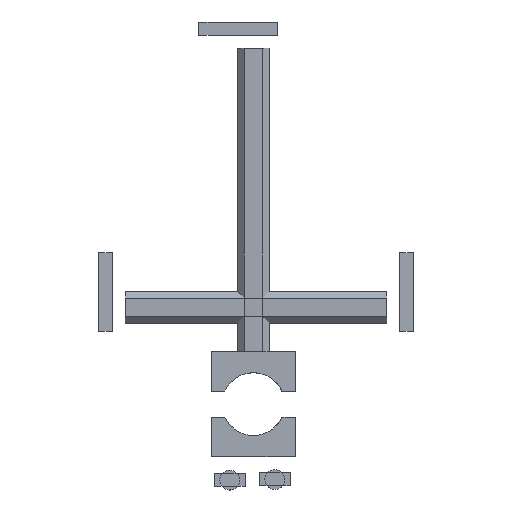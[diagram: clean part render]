
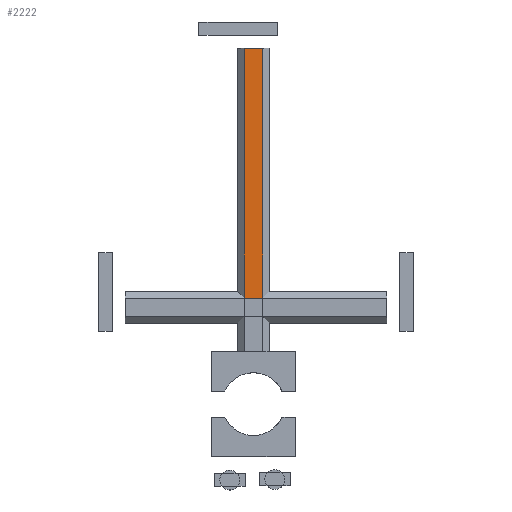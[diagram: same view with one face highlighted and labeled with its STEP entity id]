
A CAD part, top view. The second image highlights one B-rep face of the part: STEP entity #2222.
In plain terms, the highlighted planar face has unit normal (0, 0, 1).
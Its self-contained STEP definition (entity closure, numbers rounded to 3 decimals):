
#1568 = PLANE('',#1569);
#1569 = AXIS2_PLACEMENT_3D('',#1570,#1571,#1572);
#1570 = CARTESIAN_POINT('',(0.,3.175,3.048));
#1571 = DIRECTION('',(0.,0.,1.));
#1572 = DIRECTION('',(0.,1.,0.));
#1805 = VERTEX_POINT('',#1806);
#1806 = CARTESIAN_POINT('',(57.785,12.065,3.048));
#1834 = VERTEX_POINT('',#1835);
#1835 = CARTESIAN_POINT('',(66.675,12.065,3.048));
#1856 = EDGE_CURVE('',#1805,#1834,#1857,.T.);
#1857 = SURFACE_CURVE('',#1858,(#1862,#1869),.PCURVE_S1.);
#1858 = LINE('',#1859,#1860);
#1859 = CARTESIAN_POINT('',(0.,12.065,3.048));
#1860 = VECTOR('',#1861,1.);
#1861 = DIRECTION('',(1.,0.,0.));
#1862 = PCURVE('',#1568,#1863);
#1863 = DEFINITIONAL_REPRESENTATION('',(#1864),#1868);
#1864 = LINE('',#1865,#1866);
#1865 = CARTESIAN_POINT('',(8.89,0.));
#1866 = VECTOR('',#1867,1.);
#1867 = DIRECTION('',(0.,-1.));
#1868 = ( GEOMETRIC_REPRESENTATION_CONTEXT(2) 
PARAMETRIC_REPRESENTATION_CONTEXT() REPRESENTATION_CONTEXT('2D SPACE',''
  ) );
#1869 = PCURVE('',#1870,#1875);
#1870 = PLANE('',#1871);
#1871 = AXIS2_PLACEMENT_3D('',#1872,#1873,#1874);
#1872 = CARTESIAN_POINT('',(66.675,-19.05,3.048));
#1873 = DIRECTION('',(0.,0.,1.));
#1874 = DIRECTION('',(-1.,0.,0.));
#1875 = DEFINITIONAL_REPRESENTATION('',(#1876),#1880);
#1876 = LINE('',#1877,#1878);
#1877 = CARTESIAN_POINT('',(66.675,-31.115));
#1878 = VECTOR('',#1879,1.);
#1879 = DIRECTION('',(-1.,0.));
#1880 = ( GEOMETRIC_REPRESENTATION_CONTEXT(2) 
PARAMETRIC_REPRESENTATION_CONTEXT() REPRESENTATION_CONTEXT('2D SPACE',''
  ) );
#2222 = ADVANCED_FACE('',(#2223),#1870,.T.);
#2223 = FACE_BOUND('',#2224,.T.);
#2224 = EDGE_LOOP('',(#2225,#2226,#2254,#2282));
#2225 = ORIENTED_EDGE('',*,*,#1856,.T.);
#2226 = ORIENTED_EDGE('',*,*,#2227,.T.);
#2227 = EDGE_CURVE('',#1834,#2228,#2230,.T.);
#2228 = VERTEX_POINT('',#2229);
#2229 = CARTESIAN_POINT('',(66.675,133.35,3.048));
#2230 = SURFACE_CURVE('',#2231,(#2235,#2242),.PCURVE_S1.);
#2231 = LINE('',#2232,#2233);
#2232 = CARTESIAN_POINT('',(66.675,-19.05,3.048));
#2233 = VECTOR('',#2234,1.);
#2234 = DIRECTION('',(0.,1.,0.));
#2235 = PCURVE('',#1870,#2236);
#2236 = DEFINITIONAL_REPRESENTATION('',(#2237),#2241);
#2237 = LINE('',#2238,#2239);
#2238 = CARTESIAN_POINT('',(0.,0.));
#2239 = VECTOR('',#2240,1.);
#2240 = DIRECTION('',(0.,-1.));
#2241 = ( GEOMETRIC_REPRESENTATION_CONTEXT(2) 
PARAMETRIC_REPRESENTATION_CONTEXT() REPRESENTATION_CONTEXT('2D SPACE',''
  ) );
#2242 = PCURVE('',#2243,#2248);
#2243 = PLANE('',#2244);
#2244 = AXIS2_PLACEMENT_3D('',#2245,#2246,#2247);
#2245 = CARTESIAN_POINT('',(69.85,-19.05,0.));
#2246 = DIRECTION('',(0.693,0.,0.721)
  );
#2247 = DIRECTION('',(-0.721,0.,0.693
    ));
#2248 = DEFINITIONAL_REPRESENTATION('',(#2249),#2253);
#2249 = LINE('',#2250,#2251);
#2250 = CARTESIAN_POINT('',(4.401,0.));
#2251 = VECTOR('',#2252,1.);
#2252 = DIRECTION('',(0.,-1.));
#2253 = ( GEOMETRIC_REPRESENTATION_CONTEXT(2) 
PARAMETRIC_REPRESENTATION_CONTEXT() REPRESENTATION_CONTEXT('2D SPACE',''
  ) );
#2254 = ORIENTED_EDGE('',*,*,#2255,.T.);
#2255 = EDGE_CURVE('',#2228,#2256,#2258,.T.);
#2256 = VERTEX_POINT('',#2257);
#2257 = CARTESIAN_POINT('',(57.785,133.35,3.048));
#2258 = SURFACE_CURVE('',#2259,(#2263,#2270),.PCURVE_S1.);
#2259 = LINE('',#2260,#2261);
#2260 = CARTESIAN_POINT('',(66.675,133.35,3.048));
#2261 = VECTOR('',#2262,1.);
#2262 = DIRECTION('',(-1.,0.,0.));
#2263 = PCURVE('',#1870,#2264);
#2264 = DEFINITIONAL_REPRESENTATION('',(#2265),#2269);
#2265 = LINE('',#2266,#2267);
#2266 = CARTESIAN_POINT('',(0.,-152.4));
#2267 = VECTOR('',#2268,1.);
#2268 = DIRECTION('',(1.,0.));
#2269 = ( GEOMETRIC_REPRESENTATION_CONTEXT(2) 
PARAMETRIC_REPRESENTATION_CONTEXT() REPRESENTATION_CONTEXT('2D SPACE',''
  ) );
#2270 = PCURVE('',#2271,#2276);
#2271 = PLANE('',#2272);
#2272 = AXIS2_PLACEMENT_3D('',#2273,#2274,#2275);
#2273 = CARTESIAN_POINT('',(69.85,133.35,0.));
#2274 = DIRECTION('',(0.,1.,0.));
#2275 = DIRECTION('',(0.,0.,1.));
#2276 = DEFINITIONAL_REPRESENTATION('',(#2277),#2281);
#2277 = LINE('',#2278,#2279);
#2278 = CARTESIAN_POINT('',(3.048,-3.175));
#2279 = VECTOR('',#2280,1.);
#2280 = DIRECTION('',(0.,-1.));
#2281 = ( GEOMETRIC_REPRESENTATION_CONTEXT(2) 
PARAMETRIC_REPRESENTATION_CONTEXT() REPRESENTATION_CONTEXT('2D SPACE',''
  ) );
#2282 = ORIENTED_EDGE('',*,*,#2283,.F.);
#2283 = EDGE_CURVE('',#1805,#2256,#2284,.T.);
#2284 = SURFACE_CURVE('',#2285,(#2289,#2296),.PCURVE_S1.);
#2285 = LINE('',#2286,#2287);
#2286 = CARTESIAN_POINT('',(57.785,-19.05,3.048));
#2287 = VECTOR('',#2288,1.);
#2288 = DIRECTION('',(0.,1.,0.));
#2289 = PCURVE('',#1870,#2290);
#2290 = DEFINITIONAL_REPRESENTATION('',(#2291),#2295);
#2291 = LINE('',#2292,#2293);
#2292 = CARTESIAN_POINT('',(8.89,0.));
#2293 = VECTOR('',#2294,1.);
#2294 = DIRECTION('',(0.,-1.));
#2295 = ( GEOMETRIC_REPRESENTATION_CONTEXT(2) 
PARAMETRIC_REPRESENTATION_CONTEXT() REPRESENTATION_CONTEXT('2D SPACE',''
  ) );
#2296 = PCURVE('',#2297,#2302);
#2297 = PLANE('',#2298);
#2298 = AXIS2_PLACEMENT_3D('',#2299,#2300,#2301);
#2299 = CARTESIAN_POINT('',(57.785,-19.05,3.048));
#2300 = DIRECTION('',(-0.693,0.,0.721
    ));
#2301 = DIRECTION('',(-0.721,0.,
    -0.693));
#2302 = DEFINITIONAL_REPRESENTATION('',(#2303),#2307);
#2303 = LINE('',#2304,#2305);
#2304 = CARTESIAN_POINT('',(0.,0.));
#2305 = VECTOR('',#2306,1.);
#2306 = DIRECTION('',(0.,-1.));
#2307 = ( GEOMETRIC_REPRESENTATION_CONTEXT(2) 
PARAMETRIC_REPRESENTATION_CONTEXT() REPRESENTATION_CONTEXT('2D SPACE',''
  ) );
